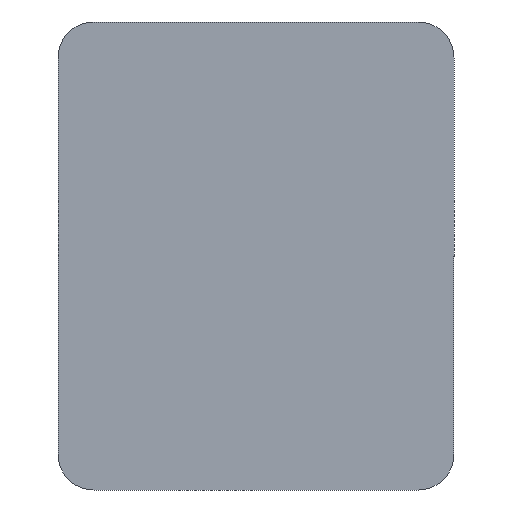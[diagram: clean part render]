
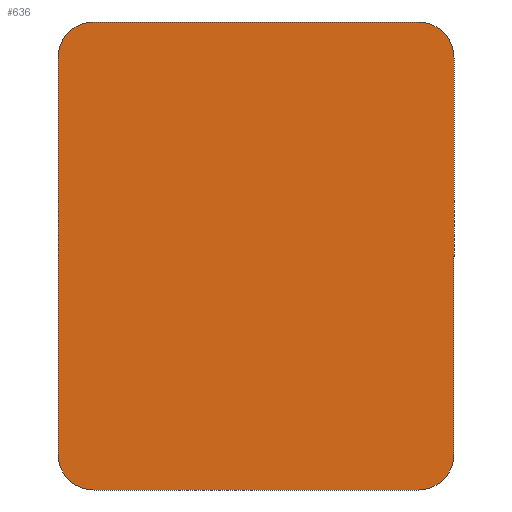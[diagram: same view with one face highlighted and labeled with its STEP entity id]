
A CAD part, front view. The second image highlights one B-rep face of the part: STEP entity #636.
In plain terms, the highlighted planar face has unit normal (0, -1, 0).
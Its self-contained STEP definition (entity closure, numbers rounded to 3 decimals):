
#23=PLANE('',#709);
#49=FACE_OUTER_BOUND('',#86,.T.);
#86=EDGE_LOOP('',(#476,#477,#478,#479,#480,#481,#482,#483));
#140=LINE('',#1034,#203);
#141=LINE('',#1038,#204);
#142=LINE('',#1042,#205);
#143=LINE('',#1045,#206);
#203=VECTOR('',#829,10.);
#204=VECTOR('',#832,10.);
#205=VECTOR('',#835,10.);
#206=VECTOR('',#838,10.);
#253=CIRCLE('',#708,1.);
#254=CIRCLE('',#710,1.);
#255=CIRCLE('',#711,1.);
#256=CIRCLE('',#712,1.);
#301=VERTEX_POINT('',#1027);
#302=VERTEX_POINT('',#1029);
#303=VERTEX_POINT('',#1033);
#304=VERTEX_POINT('',#1035);
#305=VERTEX_POINT('',#1037);
#306=VERTEX_POINT('',#1039);
#307=VERTEX_POINT('',#1041);
#308=VERTEX_POINT('',#1043);
#370=EDGE_CURVE('',#301,#302,#253,.T.);
#372=EDGE_CURVE('',#303,#301,#140,.T.);
#373=EDGE_CURVE('',#304,#303,#254,.T.);
#374=EDGE_CURVE('',#305,#304,#141,.T.);
#375=EDGE_CURVE('',#306,#305,#255,.T.);
#376=EDGE_CURVE('',#307,#306,#142,.T.);
#377=EDGE_CURVE('',#308,#307,#256,.T.);
#378=EDGE_CURVE('',#302,#308,#143,.T.);
#476=ORIENTED_EDGE('',*,*,#370,.F.);
#477=ORIENTED_EDGE('',*,*,#372,.F.);
#478=ORIENTED_EDGE('',*,*,#373,.F.);
#479=ORIENTED_EDGE('',*,*,#374,.F.);
#480=ORIENTED_EDGE('',*,*,#375,.F.);
#481=ORIENTED_EDGE('',*,*,#376,.F.);
#482=ORIENTED_EDGE('',*,*,#377,.F.);
#483=ORIENTED_EDGE('',*,*,#378,.F.);
#636=ADVANCED_FACE('',(#49),#23,.F.);
#708=AXIS2_PLACEMENT_3D('',#1030,#824,#825);
#709=AXIS2_PLACEMENT_3D('',#1032,#827,#828);
#710=AXIS2_PLACEMENT_3D('',#1036,#830,#831);
#711=AXIS2_PLACEMENT_3D('',#1040,#833,#834);
#712=AXIS2_PLACEMENT_3D('',#1044,#836,#837);
#824=DIRECTION('center_axis',(0.,1.,0.));
#825=DIRECTION('ref_axis',(-0.707,0.,-0.707));
#827=DIRECTION('center_axis',(0.,1.,0.));
#828=DIRECTION('ref_axis',(0.,0.,1.));
#829=DIRECTION('',(-1.,0.,0.));
#830=DIRECTION('center_axis',(0.,1.,0.));
#831=DIRECTION('ref_axis',(0.707,0.,-0.707));
#832=DIRECTION('',(0.,0.,-1.));
#833=DIRECTION('center_axis',(0.,1.,0.));
#834=DIRECTION('ref_axis',(0.707,0.,0.707));
#835=DIRECTION('',(1.,0.,0.));
#836=DIRECTION('center_axis',(0.,1.,0.));
#837=DIRECTION('ref_axis',(-0.707,0.,0.707));
#838=DIRECTION('',(0.,0.,1.));
#1027=CARTESIAN_POINT('',(-10.,0.,-13.));
#1029=CARTESIAN_POINT('',(-11.,0.,-12.));
#1030=CARTESIAN_POINT('Origin',(-10.,0.,-12.));
#1032=CARTESIAN_POINT('Origin',(-5.5,0.,-6.5));
#1033=CARTESIAN_POINT('',(-1.,0.,-13.));
#1034=CARTESIAN_POINT('',(0.,0.,-13.));
#1035=CARTESIAN_POINT('',(0.,0.,-12.));
#1036=CARTESIAN_POINT('Origin',(-1.,0.,-12.));
#1037=CARTESIAN_POINT('',(0.,0.,-1.));
#1038=CARTESIAN_POINT('',(0.,0.,0.));
#1039=CARTESIAN_POINT('',(-1.,0.,0.));
#1040=CARTESIAN_POINT('Origin',(-1.,0.,-1.));
#1041=CARTESIAN_POINT('',(-10.,0.,0.));
#1042=CARTESIAN_POINT('',(-11.,0.,0.));
#1043=CARTESIAN_POINT('',(-11.,0.,-1.));
#1044=CARTESIAN_POINT('Origin',(-10.,0.,-1.));
#1045=CARTESIAN_POINT('',(-11.,0.,-13.));
